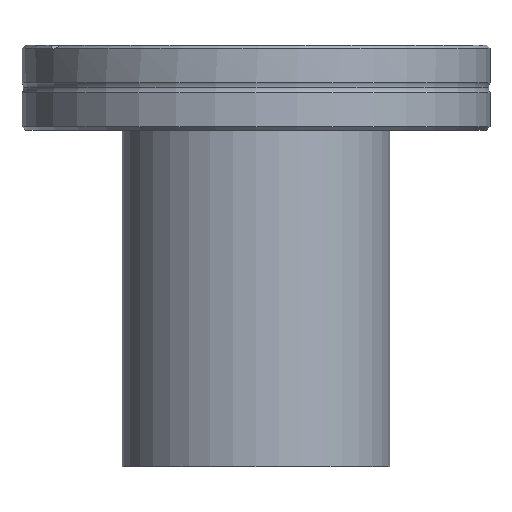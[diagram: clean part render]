
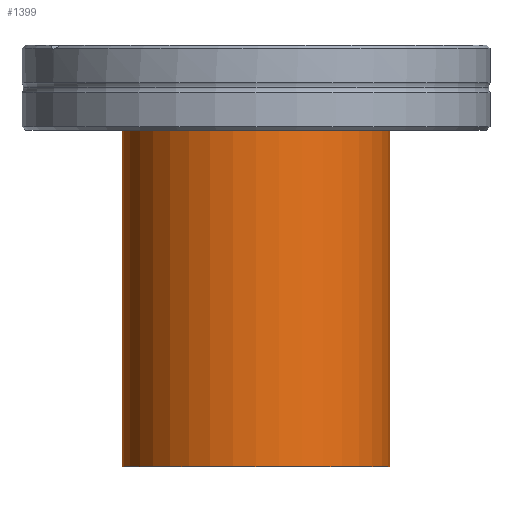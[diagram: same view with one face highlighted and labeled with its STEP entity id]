
A CAD part, front view. The second image highlights one B-rep face of the part: STEP entity #1399.
In plain terms, the highlighted cylindrical face has radius 20 mm (diameter 40 mm), a partial arc.
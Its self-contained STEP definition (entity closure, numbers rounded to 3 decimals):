
#113 = CARTESIAN_POINT ( 'NONE',  ( 20., 0., -4.8 ) ) ;
#173 = EDGE_CURVE ( 'NONE', #1005, #632, #181, .T. ) ;
#181 = LINE ( 'NONE', #2397, #1734 ) ;
#254 = VERTEX_POINT ( 'NONE', #387 ) ;
#319 = EDGE_CURVE ( 'NONE', #1005, #1234, #2151, .T. ) ;
#327 = EDGE_CURVE ( 'NONE', #254, #632, #1601, .T. ) ;
#387 = CARTESIAN_POINT ( 'NONE',  ( -20., 0., -4.8 ) ) ;
#420 = CARTESIAN_POINT ( 'NONE',  ( 20., 0., -63. ) ) ;
#432 = FACE_OUTER_BOUND ( 'NONE', #525, .T. ) ;
#451 = DIRECTION ( 'NONE',  ( 0., 0., 1. ) ) ;
#496 = CARTESIAN_POINT ( 'NONE',  ( 0., 0., -69.8 ) ) ;
#510 = ORIENTED_EDGE ( 'NONE', *, *, #327, .F. ) ;
#525 = EDGE_LOOP ( 'NONE', ( #1852, #1658, #1025, #510 ) ) ;
#632 = VERTEX_POINT ( 'NONE', #113 ) ;
#640 = VECTOR ( 'NONE', #974, 1000. ) ;
#671 = DIRECTION ( 'NONE',  ( 1., 0., 0. ) ) ;
#861 = CARTESIAN_POINT ( 'NONE',  ( 0., 0., -63. ) ) ;
#910 = CARTESIAN_POINT ( 'NONE',  ( -20., 0., -69.8 ) ) ;
#960 = DIRECTION ( 'NONE',  ( 0., 0., -1. ) ) ;
#969 = DIRECTION ( 'NONE',  ( 1., 0., 0. ) ) ;
#974 = DIRECTION ( 'NONE',  ( 0., 0., 1. ) ) ;
#1005 = VERTEX_POINT ( 'NONE', #420 ) ;
#1013 = CARTESIAN_POINT ( 'NONE',  ( 0., 0., -4.8 ) ) ;
#1025 = ORIENTED_EDGE ( 'NONE', *, *, #173, .T. ) ;
#1032 = DIRECTION ( 'NONE',  ( 0., 0., 1. ) ) ;
#1040 = DIRECTION ( 'NONE',  ( 1., 0., 0. ) ) ;
#1231 = LINE ( 'NONE', #910, #640 ) ;
#1234 = VERTEX_POINT ( 'NONE', #1860 ) ;
#1254 = AXIS2_PLACEMENT_3D ( 'NONE', #496, #451, #671 ) ;
#1399 = ADVANCED_FACE ( 'NONE', ( #432 ), #2284, .T. ) ;
#1443 = EDGE_CURVE ( 'NONE', #1234, #254, #1231, .T. ) ;
#1601 = CIRCLE ( 'NONE', #2331, 20. ) ;
#1658 = ORIENTED_EDGE ( 'NONE', *, *, #319, .F. ) ;
#1734 = VECTOR ( 'NONE', #2383, 1000. ) ;
#1852 = ORIENTED_EDGE ( 'NONE', *, *, #1443, .F. ) ;
#1860 = CARTESIAN_POINT ( 'NONE',  ( -20., 0., -63. ) ) ;
#2151 = CIRCLE ( 'NONE', #2203, 20. ) ;
#2203 = AXIS2_PLACEMENT_3D ( 'NONE', #861, #960, #969 ) ;
#2284 = CYLINDRICAL_SURFACE ( 'NONE', #1254, 20. ) ;
#2331 = AXIS2_PLACEMENT_3D ( 'NONE', #1013, #1032, #1040 ) ;
#2383 = DIRECTION ( 'NONE',  ( 0., 0., 1. ) ) ;
#2397 = CARTESIAN_POINT ( 'NONE',  ( 20., 0., -69.8 ) ) ;
